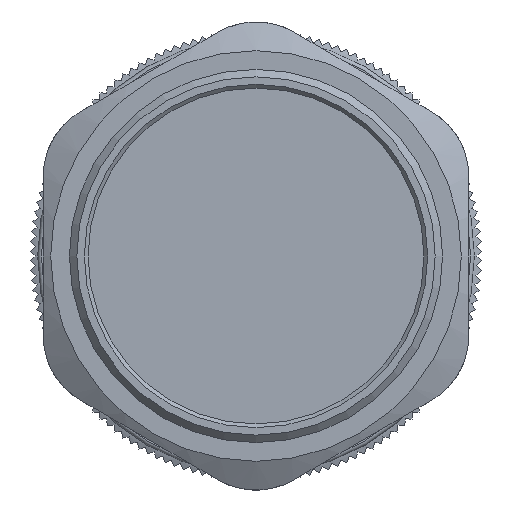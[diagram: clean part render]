
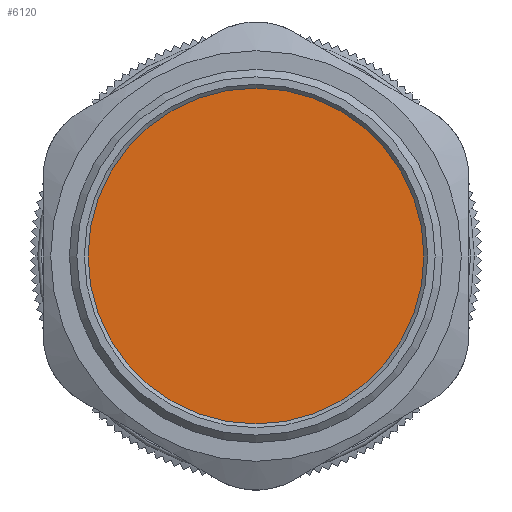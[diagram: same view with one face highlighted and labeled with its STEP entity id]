
A CAD part, front view. The second image highlights one B-rep face of the part: STEP entity #6120.
In plain terms, the highlighted planar face has unit normal (0, -1, 0).
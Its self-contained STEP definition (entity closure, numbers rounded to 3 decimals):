
#1614=FACE_OUTER_BOUND('',#1945,.T.);
#1945=EDGE_LOOP('',(#3915));
#2283=CIRCLE('',#6478,22.5);
#2320=VERTEX_POINT('',#8014);
#2957=EDGE_CURVE('',#2320,#2320,#2283,.T.);
#3915=ORIENTED_EDGE('',*,*,#2957,.F.);
#5814=PLANE('',#6477);
#6120=ADVANCED_FACE('',(#1614),#5814,.F.);
#6477=AXIS2_PLACEMENT_3D('',#8013,#6849,#6850);
#6478=AXIS2_PLACEMENT_3D('',#8015,#6851,#6852);
#6849=DIRECTION('center_axis',(0.,1.,0.));
#6850=DIRECTION('ref_axis',(0.,0.,1.));
#6851=DIRECTION('center_axis',(0.,1.,0.));
#6852=DIRECTION('ref_axis',(1.,0.,0.));
#8013=CARTESIAN_POINT('Origin',(-15.743,-39.436,-0.388));
#8014=CARTESIAN_POINT('',(-38.243,-39.436,-0.388));
#8015=CARTESIAN_POINT('Origin',(-15.743,-39.436,-0.388));
